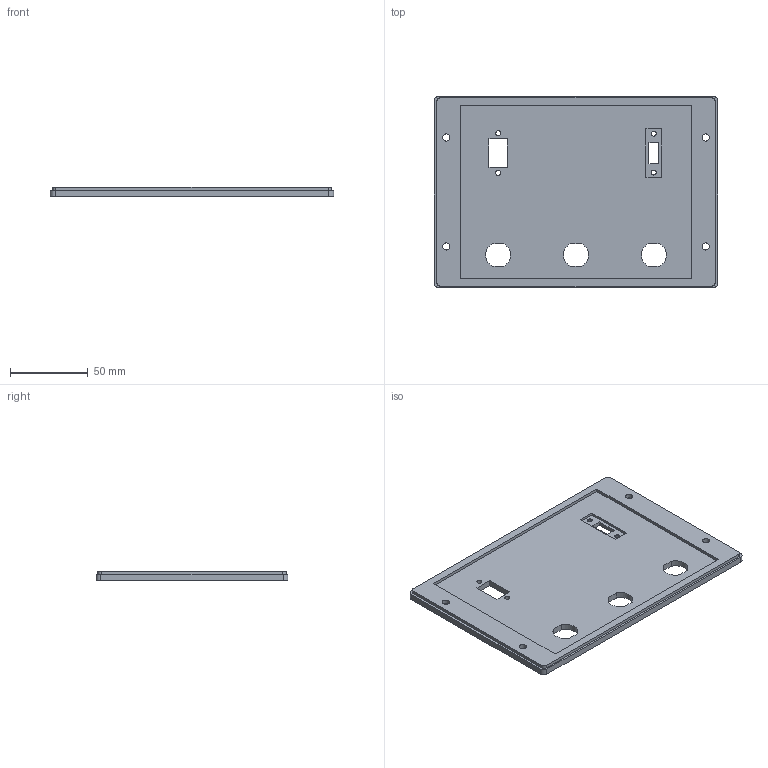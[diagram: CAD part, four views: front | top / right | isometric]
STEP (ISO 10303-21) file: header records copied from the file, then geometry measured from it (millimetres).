
FILE_DESCRIPTION(('FreeCAD Model'),'2;1');
FILE_NAME('Open CASCADE Shape Model','2025-06-08T06:57:00',(''),(''), 'Open CASCADE STEP processor 7.8','FreeCAD','Unknown');
FILE_SCHEMA(('AUTOMOTIVE_DESIGN { 1 0 10303 214 1 1 1 1 }'));
Length unit declared in the file: millimetre
Products named in the file (1): Chamfer001
Bounding box: 182 x 123.2 x 6 mm (x, y, z)
Volume: 95278.4 mm3; surface area: 49013.2 mm2
Topology: 1 solids, 1 shells, 63 faces, 168 edges, 110 vertices
Faces by surface type: plane 35, cylinder 22, cone 6
Full cylindrical faces by diameter (mm): 3.2 x4, 4.6 x4
Entity records: 2038 total; most frequent: DIRECTION 346, CARTESIAN_POINT 342, ORIENTED_EDGE 336, EDGE_CURVE 168, LINE 118, VECTOR 118, AXIS2_PLACEMENT_3D 114, VERTEX_POINT 110
